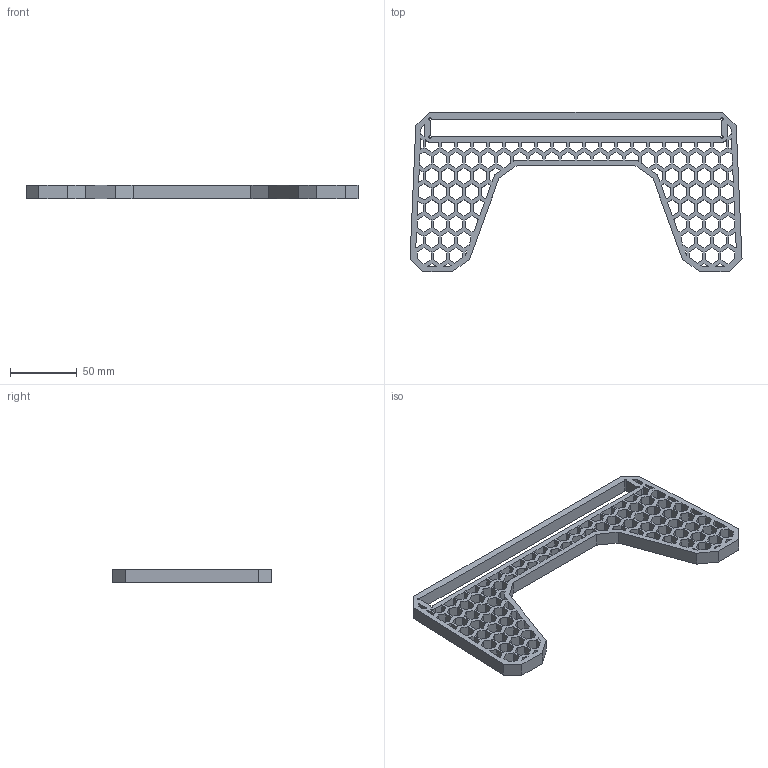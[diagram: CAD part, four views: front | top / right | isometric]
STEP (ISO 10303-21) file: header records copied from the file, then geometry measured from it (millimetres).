
FILE_DESCRIPTION(('Open CASCADE Model'),'2;1');
FILE_NAME('Open CASCADE Shape Model','2026-01-30T14:53:56',('Author'),( 'Open CASCADE'),'Open CASCADE STEP processor 7.8','Open CASCADE 7.8' ,'Unknown');
FILE_SCHEMA(('AUTOMOTIVE_DESIGN { 1 0 10303 214 1 1 1 1 }'));
Length unit declared in the file: millimetre
Products named in the file (1): Open CASCADE STEP translator 7.8 1
Bounding box: 249.13 x 120 x 10 mm (x, y, z)
Volume: 81208.3 mm3; surface area: 61451.9 mm2
Topology: 1 solids, 1 shells, 595 faces, 1779 edges, 1186 vertices
Faces by surface type: plane 585, cylinder 10
Entity records: 42952 total; most frequent: CARTESIAN_POINT 7495, DIRECTION 6263, LINE 5029, VECTOR 5029, ORIENTED_EDGE 3558, PCURVE 3558, DEFINITIONAL_REPRESENTATION 3558, EDGE_CURVE 1779
